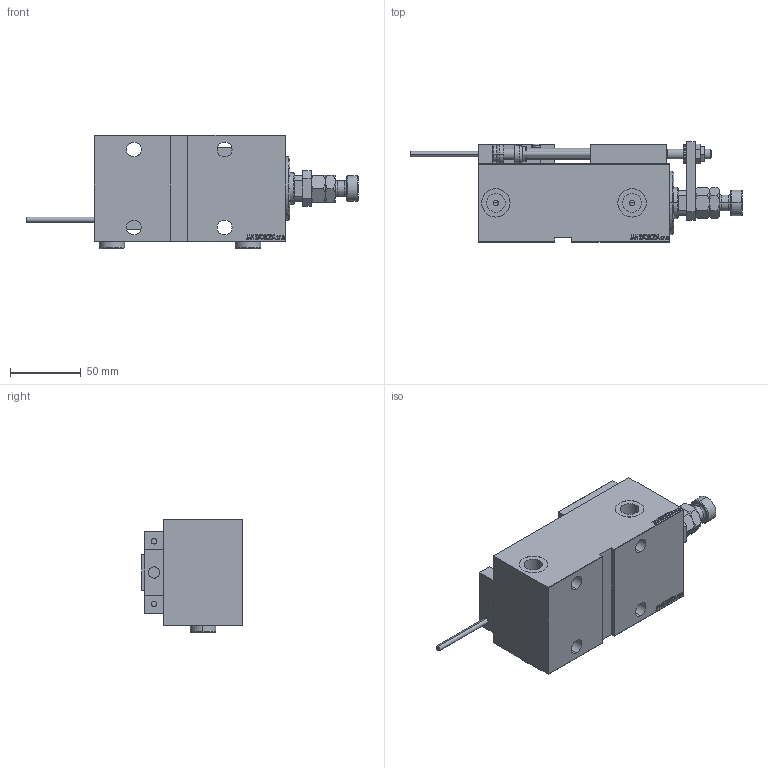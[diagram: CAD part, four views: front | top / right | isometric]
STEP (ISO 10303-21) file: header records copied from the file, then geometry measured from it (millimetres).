
FILE_DESCRIPTION (( 'STEP AP203' ), '1' );
FILE_NAME ('6fac.STEP', '2024-05-20T10:22:56', ( '' ), ( '' ), 'SwSTEP 2.0', 'SolidWorks 2019', '' );
FILE_SCHEMA (( 'CONFIG_CONTROL_DESIGN' ));
Length unit declared in the file: millimetre
Products named in the file (18): V450CM_VC_B 794164eb9df85a9858288cceedc7f650; X_Y_MFA 794164eb9df85a9858288cceedc7f650; SWITCH X 794164eb9df85a9858288cceedc7f650; ZARAZKA 794164eb9df85a9858288cceedc7f650; TYC_L79 794164eb9df85a9858288cceedc7f650; Block 794164eb9df85a9858288cceedc7f650; Zatka_OIL_PORT 794164eb9df85a9858288cceedc7f650; MAGNET 794164eb9df85a9858288cceedc7f650; KONCOVKA 794164eb9df85a9858288cceedc7f650; NUT_D10 794164eb9df85a9858288cceedc7f650; ALLEN BOLT D8 794164eb9df85a9858288cceedc7f650; SWITCH DIM B,W 794164eb9df85a9858288cceedc7f650; V450CM_E_Body 794164eb9df85a9858288cceedc7f650; 6fac; NUT_D12 794164eb9df85a9858288cceedc7f650; ALLEN BOLT D5 794164eb9df85a9858288cceedc7f650; SWITCH_X_FRONT_BACK 794164eb9df85a9858288cceedc7f650; V450CM_E_VCP 794164eb9df85a9858288cceedc7f650
Assembly tree (28 placements, depth 3):
  6fac
    V450CM_E_Body 794164eb9df85a9858288cceedc7f650
    V450CM_E_VCP 794164eb9df85a9858288cceedc7f650
    V450CM_VC_B 794164eb9df85a9858288cceedc7f650
    SWITCH X 794164eb9df85a9858288cceedc7f650
      SWITCH_X_FRONT_BACK 794164eb9df85a9858288cceedc7f650  x2
      TYC_L79 794164eb9df85a9858288cceedc7f650
      Block 794164eb9df85a9858288cceedc7f650  x2
      ALLEN BOLT D5 794164eb9df85a9858288cceedc7f650  x4
      ALLEN BOLT D8 794164eb9df85a9858288cceedc7f650  x4
      MAGNET 794164eb9df85a9858288cceedc7f650  x2
      KONCOVKA 794164eb9df85a9858288cceedc7f650  x2
    SWITCH DIM B,W 794164eb9df85a9858288cceedc7f650
    ZARAZKA 794164eb9df85a9858288cceedc7f650
    NUT_D10 794164eb9df85a9858288cceedc7f650
    NUT_D12 794164eb9df85a9858288cceedc7f650
    X_Y_MFA 794164eb9df85a9858288cceedc7f650
    Zatka_OIL_PORT 794164eb9df85a9858288cceedc7f650  x2
Bounding box: 234 x 70.5 x 79.9 mm (x, y, z)
Volume: 555455.2 mm3; surface area: 115751.7 mm2
Topology: 27 solids, 27 shells, 1398 faces, 3318 edges, 2108 vertices
Faces by surface type: plane 621, bspline 380, cylinder 200, cone 145, torus 48, sphere 4
Entity records: 52861 total; most frequent: CARTESIAN_POINT 26218, ORIENTED_EDGE 5576, DIRECTION 3869, EDGE_CURVE 2788, VERTEX_POINT 1808, LINE 1575, VECTOR 1575, EDGE_LOOP 1296
